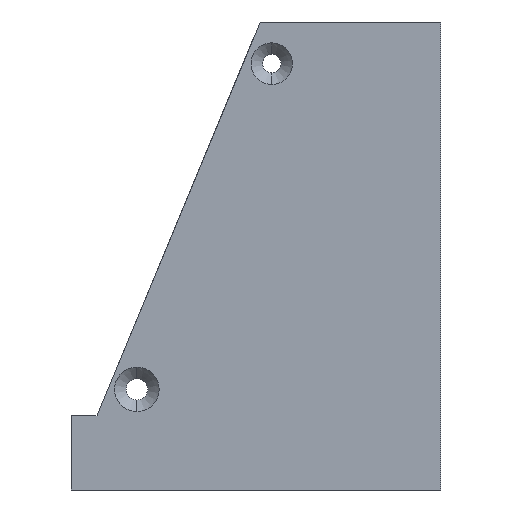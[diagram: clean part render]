
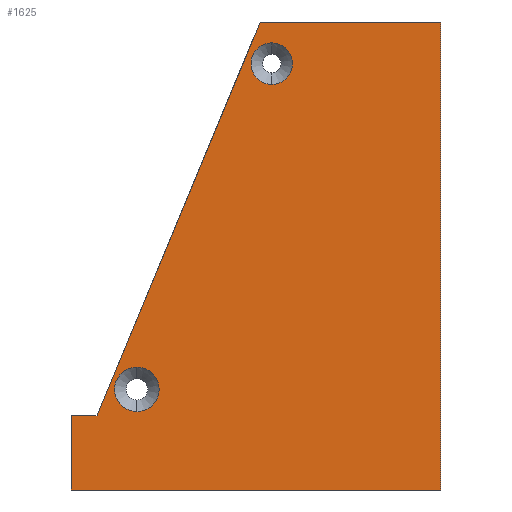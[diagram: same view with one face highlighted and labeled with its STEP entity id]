
A CAD part, left-side view. The second image highlights one B-rep face of the part: STEP entity #1625.
In plain terms, the highlighted planar face has unit normal (-1, 0, 0).
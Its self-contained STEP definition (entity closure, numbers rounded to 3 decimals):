
#13 = CARTESIAN_POINT ( 'NONE',  ( 0., 64., -68.3 ) ) ;
#69 = DIRECTION ( 'NONE',  ( 0., -1., 0. ) ) ;
#93 = AXIS2_PLACEMENT_3D ( 'NONE', #308, #1467, #489 ) ;
#122 = ORIENTED_EDGE ( 'NONE', *, *, #1903, .T. ) ;
#124 = VERTEX_POINT ( 'NONE', #243 ) ;
#144 = CARTESIAN_POINT ( 'NONE',  ( 0., 52.649, -67.544 ) ) ;
#180 = DIRECTION ( 'NONE',  ( 0., 0., -1. ) ) ;
#198 = CIRCLE ( 'NONE', #509, 3.6 ) ;
#231 = LINE ( 'NONE', #896, #395 ) ;
#243 = CARTESIAN_POINT ( 'NONE',  ( 0., 64., -81.135 ) ) ;
#277 = ORIENTED_EDGE ( 'NONE', *, *, #1875, .T. ) ;
#301 = CARTESIAN_POINT ( 'NONE',  ( 0., 29.262, -7.219 ) ) ;
#308 = CARTESIAN_POINT ( 'NONE',  ( 0., 64., 0. ) ) ;
#320 = LINE ( 'NONE', #1974, #338 ) ;
#338 = VECTOR ( 'NONE', #1471, 1000. ) ;
#386 = LINE ( 'NONE', #517, #1518 ) ;
#395 = VECTOR ( 'NONE', #69, 1000. ) ;
#422 = DIRECTION ( 'NONE',  ( 1., 0., 0. ) ) ;
#426 = CARTESIAN_POINT ( 'NONE',  ( 0., 64., 0. ) ) ;
#445 = CARTESIAN_POINT ( 'NONE',  ( 0., 0., -81.135 ) ) ;
#489 = DIRECTION ( 'NONE',  ( 0., 0., -1. ) ) ;
#509 = AXIS2_PLACEMENT_3D ( 'NONE', #1436, #422, #1110 ) ;
#517 = CARTESIAN_POINT ( 'NONE',  ( 0., 31.271, 0. ) ) ;
#544 = CIRCLE ( 'NONE', #1941, 3.863 ) ;
#552 = ORIENTED_EDGE ( 'NONE', *, *, #728, .T. ) ;
#571 = VECTOR ( 'NONE', #1951, 1000. ) ;
#587 = VERTEX_POINT ( 'NONE', #726 ) ;
#590 = ORIENTED_EDGE ( 'NONE', *, *, #1789, .F. ) ;
#598 = CARTESIAN_POINT ( 'NONE',  ( 0., 52.649, -59.818 ) ) ;
#606 = EDGE_CURVE ( 'NONE', #124, #1251, #1924, .T. ) ;
#627 = ORIENTED_EDGE ( 'NONE', *, *, #606, .F. ) ;
#629 = DIRECTION ( 'NONE',  ( 0., 0., 1. ) ) ;
#671 = ORIENTED_EDGE ( 'NONE', *, *, #1012, .F. ) ;
#680 = CARTESIAN_POINT ( 'NONE',  ( 0., 29.262, -3.619 ) ) ;
#726 = CARTESIAN_POINT ( 'NONE',  ( 0., 59.562, -68.3 ) ) ;
#728 = EDGE_CURVE ( 'NONE', #2143, #1555, #991, .T. ) ;
#739 = VERTEX_POINT ( 'NONE', #144 ) ;
#802 = PLANE ( 'NONE',  #93 ) ;
#812 = VERTEX_POINT ( 'NONE', #1860 ) ;
#822 = ORIENTED_EDGE ( 'NONE', *, *, #1874, .T. ) ;
#830 = DIRECTION ( 'NONE',  ( 0., 0., -1. ) ) ;
#896 = CARTESIAN_POINT ( 'NONE',  ( 0., 59.562, -68.3 ) ) ;
#991 = LINE ( 'NONE', #2131, #1833 ) ;
#1009 = VERTEX_POINT ( 'NONE', #1728 ) ;
#1012 = EDGE_CURVE ( 'NONE', #1251, #587, #231, .T. ) ;
#1040 = ORIENTED_EDGE ( 'NONE', *, *, #1595, .T. ) ;
#1087 = DIRECTION ( 'NONE',  ( 0., 0., 1. ) ) ;
#1110 = DIRECTION ( 'NONE',  ( 0., 0., -1. ) ) ;
#1148 = DIRECTION ( 'NONE',  ( 1., 0., 0. ) ) ;
#1163 = FACE_BOUND ( 'NONE', #1886, .T. ) ;
#1178 = DIRECTION ( 'NONE',  ( 0., -0.383, 0.924 ) ) ;
#1195 = VECTOR ( 'NONE', #1087, 1000. ) ;
#1251 = VERTEX_POINT ( 'NONE', #13 ) ;
#1282 = CARTESIAN_POINT ( 'NONE',  ( 0., 64., 0. ) ) ;
#1332 = CARTESIAN_POINT ( 'NONE',  ( 0., 52.649, -63.681 ) ) ;
#1408 = CIRCLE ( 'NONE', #1661, 3.863 ) ;
#1425 = VERTEX_POINT ( 'NONE', #598 ) ;
#1436 = CARTESIAN_POINT ( 'NONE',  ( 0., 29.262, -7.219 ) ) ;
#1467 = DIRECTION ( 'NONE',  ( 1., 0., 0. ) ) ;
#1469 = EDGE_CURVE ( 'NONE', #1009, #1893, #198, .T. ) ;
#1471 = DIRECTION ( 'NONE',  ( 0., -1., 0. ) ) ;
#1478 = ORIENTED_EDGE ( 'NONE', *, *, #2046, .F. ) ;
#1489 = FACE_BOUND ( 'NONE', #1807, .T. ) ;
#1518 = VECTOR ( 'NONE', #1178, 1000. ) ;
#1555 = VERTEX_POINT ( 'NONE', #1592 ) ;
#1592 = CARTESIAN_POINT ( 'NONE',  ( 0., 0., 0. ) ) ;
#1595 = EDGE_CURVE ( 'NONE', #1425, #739, #1408, .T. ) ;
#1625 = ADVANCED_FACE ( 'NONE', ( #1163, #1489, #1839 ), #802, .F. ) ;
#1626 = CIRCLE ( 'NONE', #1901, 3.6 ) ;
#1633 = DIRECTION ( 'NONE',  ( 0., 0., -1. ) ) ;
#1645 = ORIENTED_EDGE ( 'NONE', *, *, #1469, .T. ) ;
#1661 = AXIS2_PLACEMENT_3D ( 'NONE', #1673, #2158, #830 ) ;
#1673 = CARTESIAN_POINT ( 'NONE',  ( 0., 52.649, -63.681 ) ) ;
#1728 = CARTESIAN_POINT ( 'NONE',  ( 0., 29.262, -10.819 ) ) ;
#1766 = LINE ( 'NONE', #1282, #571 ) ;
#1789 = EDGE_CURVE ( 'NONE', #812, #1555, #1766, .T. ) ;
#1807 = EDGE_LOOP ( 'NONE', ( #1040, #822 ) ) ;
#1820 = EDGE_LOOP ( 'NONE', ( #1478, #671, #627, #122, #552, #590 ) ) ;
#1830 = DIRECTION ( 'NONE',  ( 1., 0., 0. ) ) ;
#1833 = VECTOR ( 'NONE', #629, 1000. ) ;
#1839 = FACE_OUTER_BOUND ( 'NONE', #1820, .T. ) ;
#1860 = CARTESIAN_POINT ( 'NONE',  ( 0., 31.271, 0. ) ) ;
#1874 = EDGE_CURVE ( 'NONE', #739, #1425, #544, .T. ) ;
#1875 = EDGE_CURVE ( 'NONE', #1893, #1009, #1626, .T. ) ;
#1886 = EDGE_LOOP ( 'NONE', ( #277, #1645 ) ) ;
#1893 = VERTEX_POINT ( 'NONE', #680 ) ;
#1901 = AXIS2_PLACEMENT_3D ( 'NONE', #301, #1830, #1633 ) ;
#1903 = EDGE_CURVE ( 'NONE', #124, #2143, #320, .T. ) ;
#1924 = LINE ( 'NONE', #426, #1195 ) ;
#1941 = AXIS2_PLACEMENT_3D ( 'NONE', #1332, #1148, #180 ) ;
#1951 = DIRECTION ( 'NONE',  ( 0., -1., 0. ) ) ;
#1974 = CARTESIAN_POINT ( 'NONE',  ( 0., 64., -81.135 ) ) ;
#2046 = EDGE_CURVE ( 'NONE', #587, #812, #386, .T. ) ;
#2131 = CARTESIAN_POINT ( 'NONE',  ( 0., 0., 0. ) ) ;
#2143 = VERTEX_POINT ( 'NONE', #445 ) ;
#2158 = DIRECTION ( 'NONE',  ( 1., 0., 0. ) ) ;
